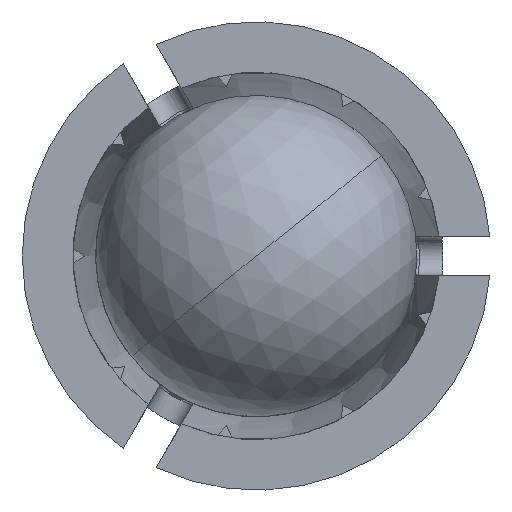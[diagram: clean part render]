
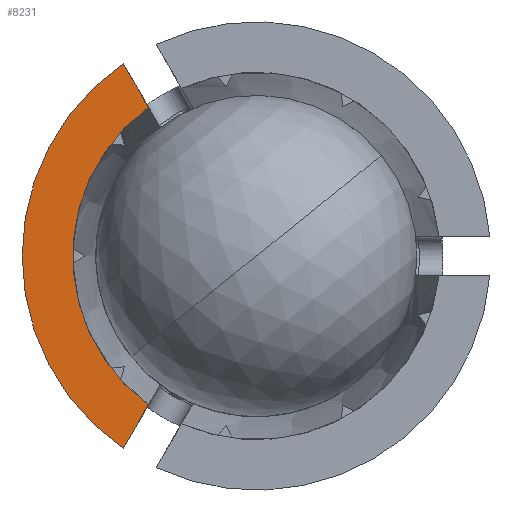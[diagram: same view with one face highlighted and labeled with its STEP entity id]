
A CAD part, left-side view. The second image highlights one B-rep face of the part: STEP entity #8231.
In plain terms, the highlighted planar face has unit normal (-1, 0, 0).
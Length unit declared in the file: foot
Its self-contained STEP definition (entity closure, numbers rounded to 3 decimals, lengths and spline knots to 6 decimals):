
#184 = CARTESIAN_POINT ( 'NONE',  ( 0., 0.00683, -0.007664 ) ) ;
#300 = CARTESIAN_POINT ( 'NONE',  ( 0., 0.011802, -0.016275 ) ) ;
#307 = EDGE_CURVE ( 'NONE', #3517, #4703, #4777, .T. ) ;
#331 = DIRECTION ( 'NONE',  ( 0., 0.5, 0.866 ) ) ;
#354 = ORIENTED_EDGE ( 'NONE', *, *, #1362, .F. ) ;
#363 = CARTESIAN_POINT ( 'NONE',  ( 0., 0.011802, 0.016275 ) ) ;
#581 = AXIS2_PLACEMENT_3D ( 'NONE', #4240, #2895, #2866 ) ;
#960 = EDGE_CURVE ( 'NONE', #1902, #3517, #5179, .T. ) ;
#962 = EDGE_CURVE ( 'NONE', #4703, #1015, #1375, .T. ) ;
#1015 = VERTEX_POINT ( 'NONE', #300 ) ;
#1111 = ORIENTED_EDGE ( 'NONE', *, *, #307, .T. ) ;
#1362 = EDGE_CURVE ( 'NONE', #1902, #1015, #5169, .T. ) ;
#1375 = LINE ( 'NONE', #184, #3067 ) ;
#1782 = CARTESIAN_POINT ( 'NONE',  ( 0., 0.00683, 0.007664 ) ) ;
#1902 = VERTEX_POINT ( 'NONE', #363 ) ;
#2231 = DIRECTION ( 'NONE',  ( 0., -1., 0. ) ) ;
#2306 = PLANE ( 'NONE',  #3265 ) ;
#2866 = DIRECTION ( 'NONE',  ( 0., -1., 0. ) ) ;
#2895 = DIRECTION ( 'NONE',  ( -1., 0., 0. ) ) ;
#2983 = CARTESIAN_POINT ( 'NONE',  ( 0., 0.020104, 0. ) ) ;
#3018 = DIRECTION ( 'NONE',  ( 1., 0., 0. ) ) ;
#3067 = VECTOR ( 'NONE', #8287, 3.28084 ) ;
#3265 = AXIS2_PLACEMENT_3D ( 'NONE', #2983, #3018, #7655 ) ;
#3486 = CARTESIAN_POINT ( 'NONE',  ( 0., 0.014574, -0.021077 ) ) ;
#3513 = DIRECTION ( 'NONE',  ( -1., 0., 0. ) ) ;
#3517 = VERTEX_POINT ( 'NONE', #4015 ) ;
#3526 = CARTESIAN_POINT ( 'NONE',  ( 0., 0., 0. ) ) ;
#4015 = CARTESIAN_POINT ( 'NONE',  ( 0., 0.014574, 0.021077 ) ) ;
#4240 = CARTESIAN_POINT ( 'NONE',  ( 0., 0., 0. ) ) ;
#4703 = VERTEX_POINT ( 'NONE', #3486 ) ;
#4777 = CIRCLE ( 'NONE', #4919, 0.025625 ) ;
#4887 = EDGE_LOOP ( 'NONE', ( #354, #7882, #1111, #8096 ) ) ;
#4919 = AXIS2_PLACEMENT_3D ( 'NONE', #3526, #3513, #2231 ) ;
#5169 = CIRCLE ( 'NONE', #581, 0.020104 ) ;
#5179 = LINE ( 'NONE', #1782, #6695 ) ;
#5864 = FACE_OUTER_BOUND ( 'NONE', #4887, .T. ) ;
#6695 = VECTOR ( 'NONE', #331, 3.28084 ) ;
#7655 = DIRECTION ( 'NONE',  ( 0., 1., 0. ) ) ;
#7882 = ORIENTED_EDGE ( 'NONE', *, *, #960, .T. ) ;
#8096 = ORIENTED_EDGE ( 'NONE', *, *, #962, .T. ) ;
#8231 = ADVANCED_FACE ( 'NONE', ( #5864 ), #2306, .F. ) ;
#8287 = DIRECTION ( 'NONE',  ( 0., -0.5, 0.866 ) ) ;
